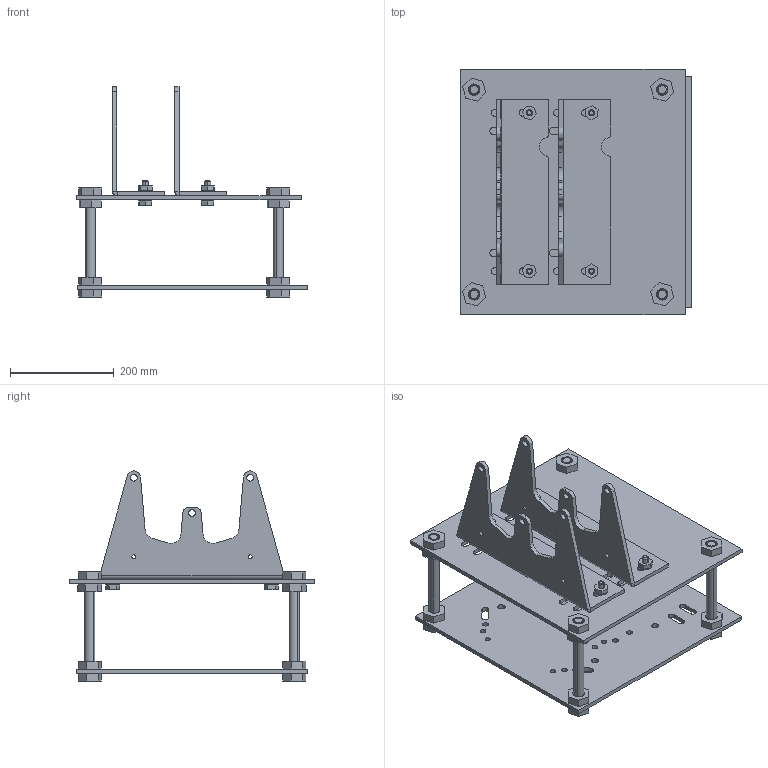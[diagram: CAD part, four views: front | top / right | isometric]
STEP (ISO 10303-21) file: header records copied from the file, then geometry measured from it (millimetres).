
FILE_DESCRIPTION (( 'STEP AP214' ), '1' );
FILE_NAME ('SMR4-MM.step', '2016-12-12T20:56:30', ( '' ), ( '' ), 'SwSTEP 2.0', 'SolidWorks 2016', '' );
FILE_SCHEMA (( 'AUTOMOTIVE_DESIGN' ));
Length unit declared in the file: millimetre
Products named in the file (1): SMR4-MM
Bounding box: 444 x 472 x 404.46 mm (x, y, z)
Volume: 4808235.3 mm3; surface area: 1302648 mm2
Topology: 40 solids, 40 shells, 630 faces, 1566 edges, 1020 vertices
Faces by surface type: plane 302, cylinder 236, cone 88, bspline 4
Entity records: 26629 total; most frequent: CARTESIAN_POINT 3429, DIRECTION 3396, ORIENTED_EDGE 3132, EDGE_CURVE 1566, AXIS2_PLACEMENT_3D 1211, VERTEX_POINT 1020, LINE 974, VECTOR 974
